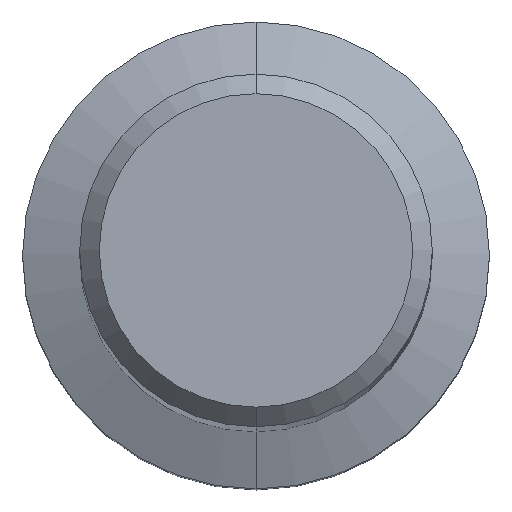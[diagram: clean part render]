
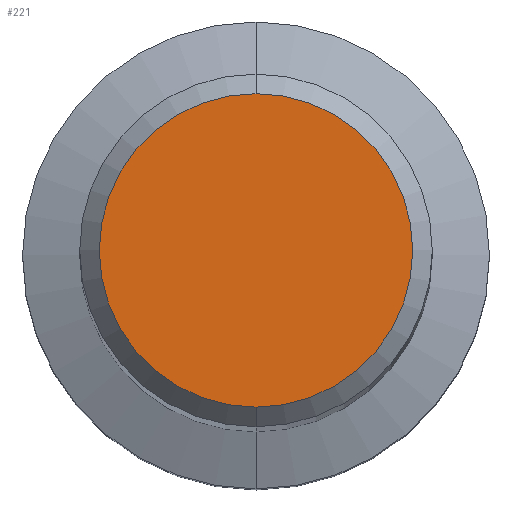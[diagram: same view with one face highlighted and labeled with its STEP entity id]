
A CAD part, top view. The second image highlights one B-rep face of the part: STEP entity #221.
In plain terms, the highlighted planar face has unit normal (0, 0, 1).
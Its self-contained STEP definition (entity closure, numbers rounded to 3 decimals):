
#177=EDGE_CURVE('',#255,#201,#384,.T.);
#201=VERTEX_POINT('',#410);
#221=ADVANCED_FACE('',(#431),#432,.T.);
#249=EDGE_CURVE('',#201,#255,#462,.T.);
#255=VERTEX_POINT('',#468);
#384=CIRCLE('',#618,4.8);
#410=CARTESIAN_POINT('',(0.,-4.8,0.0));
#431=FACE_OUTER_BOUND('',#677,.T.);
#432=PLANE('',#678);
#462=CIRCLE('',#720,4.8);
#468=CARTESIAN_POINT('',(0.0,4.8,0.0));
#618=AXIS2_PLACEMENT_3D('',#879,#880,#881);
#677=EDGE_LOOP('',(#926,#927));
#678=AXIS2_PLACEMENT_3D('',#928,#929,#930);
#720=AXIS2_PLACEMENT_3D('',#968,#969,#970);
#879=CARTESIAN_POINT('',(0.0,0.0,0.0));
#880=DIRECTION('',(0.0,0.0,-1.0));
#881=DIRECTION('',(0.0,1.0,0.0));
#926=ORIENTED_EDGE('',*,*,#177,.F.);
#927=ORIENTED_EDGE('',*,*,#249,.F.);
#928=CARTESIAN_POINT('',(0.0,2.4,0.0));
#929=DIRECTION('',(-0.0,0.0,1.0));
#930=DIRECTION('',(0.0,-1.0,0.0));
#968=CARTESIAN_POINT('',(0.0,0.0,0.0));
#969=DIRECTION('',(0.0,0.0,-1.0));
#970=DIRECTION('',(0.0,1.0,0.0));
